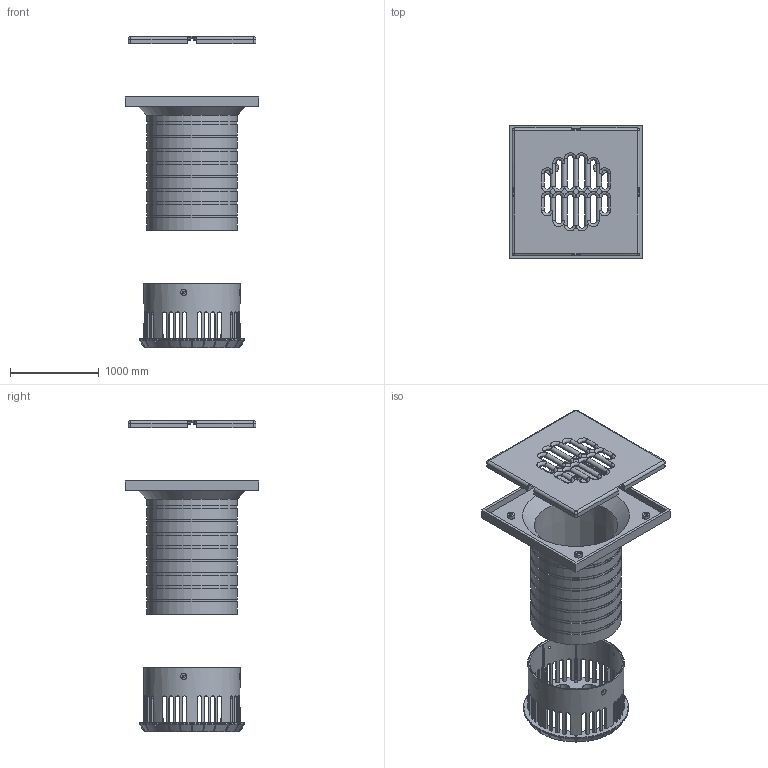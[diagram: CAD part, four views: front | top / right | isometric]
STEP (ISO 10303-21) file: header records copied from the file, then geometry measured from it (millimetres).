
FILE_DESCRIPTION(/* description */ (''),/* implementation_level */ '2;1');
FILE_NAME(/* name */ '20424.070X_3D.stp',/* time_stamp */ '2024-12-12T07:56:45+01:00',/* author */ ('CAD'),/* organization */ (''),/* preprocessor_version */ 'ST-DEVELOPER v20',/* originating_system */ 'AutoCAD Mechanical',/* authorisation */ '');
FILE_SCHEMA (('AUTOMOTIVE_DESIGN { 1 0 10303 214 3 1 1 }'));
Length unit declared in the file: centimetre
Products named in the file (2): Product; *S0
Assembly tree (1 placements, depth 2):
  Product
    *S0
Bounding box: 1500 x 1500 x 3500 mm (x, y, z)
Volume: 283014652.9 mm3; surface area: 22861512.5 mm2
Topology: 3 solids, 3 shells, 910 faces, 2481 edges, 1564 vertices
Faces by surface type: plane 393, cylinder 293, torus 73, bspline 64, cone 47, sphere 40
Full cylindrical faces by diameter (mm): 35 x4, 80 x4, 1010 x8, 1020 x9, 1045 x1, 1085 x1
Entity records: 33637 total; most frequent: CARTESIAN_POINT 10680, ORIENTED_EDGE 4958, DIRECTION 4664, EDGE_CURVE 2479, AXIS2_PLACEMENT_3D 1714, VERTEX_POINT 1560, LINE 1236, VECTOR 1236
